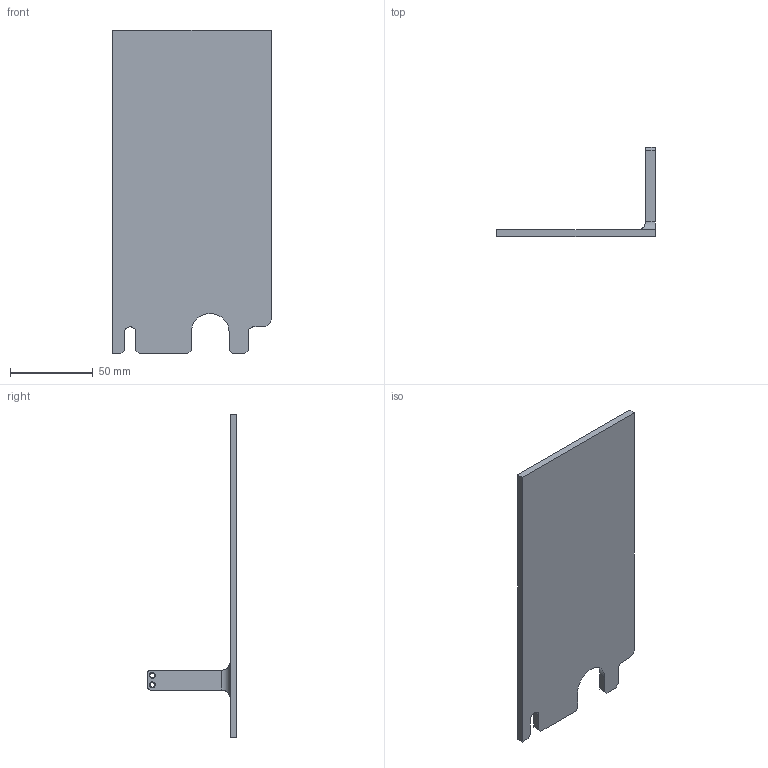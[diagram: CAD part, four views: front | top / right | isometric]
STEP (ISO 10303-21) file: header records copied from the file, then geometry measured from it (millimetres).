
FILE_DESCRIPTION(/* description */ (''),/* implementation_level */ '2;1');
FILE_NAME(/* name */ 'Крышка.stp',/* time_stamp */ '2024-01-27T13:37:10+03:00',/* author */ ('79651'),/* organization */ (''),/* preprocessor_version */ 'ST-DEVELOPER v18.1',/* originating_system */ 'Autodesk Inventor 2022',/* authorisation */ '');
FILE_SCHEMA (('AUTOMOTIVE_DESIGN { 1 0 10303 214 3 1 1 }'));
Length unit declared in the file: millimetre
Products named in the file (1): Крышка
Bounding box: 96 x 54 x 196 mm (x, y, z)
Volume: 75483.4 mm3; surface area: 40317.5 mm2
Topology: 1 solids, 1 shells, 36 faces, 98 edges, 64 vertices
Faces by surface type: plane 23, cylinder 11, cone 2
Full cylindrical faces by diameter (mm): 2.9 x2
Entity records: 1181 total; most frequent: CARTESIAN_POINT 199, ORIENTED_EDGE 196, DIRECTION 194, EDGE_CURVE 98, LINE 76, VECTOR 76, VERTEX_POINT 64, AXIS2_PLACEMENT_3D 59
